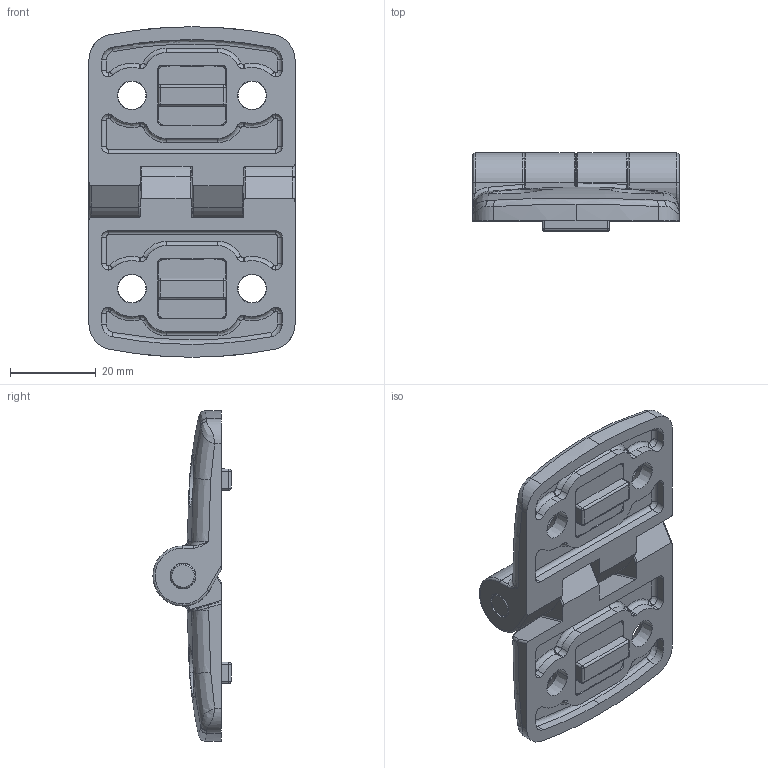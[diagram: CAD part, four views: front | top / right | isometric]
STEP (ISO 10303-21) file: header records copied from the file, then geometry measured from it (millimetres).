
FILE_DESCRIPTION (( 'STEP AP214' ), '1' );
FILE_NAME ('6221662', '2019-01-28T16:59:23', ( '' ), ('JUGARD+KÜNSTNER GmbH'), 'SwSTEP 2.0', 'SolidWorks 2017', '' );
FILE_SCHEMA (( 'AUTOMOTIVE_DESIGN' ));
Length unit declared in the file: millimetre
Products named in the file (4): 6221662; Part4; Part3; Part2
Assembly tree (5 placements, depth 2):
  6221662
    Part2  x2
    Part3
    Part4  x2
Bounding box: 48 x 18.2 x 77 mm (x, y, z)
Volume: 23285.7 mm3; surface area: 15444.9 mm2
Topology: 5 solids, 5 shells, 795 faces, 1962 edges, 1165 vertices
Faces by surface type: plane 268, cylinder 261, bspline 210, cone 56
Entity records: 23542 total; most frequent: CARTESIAN_POINT 6802, ORIENTED_EDGE 2456, DIRECTION 2216, EDGE_CURVE 1228, AXIS2_PLACEMENT_3D 834, VERTEX_POINT 741, VECTOR 548, LINE 548
